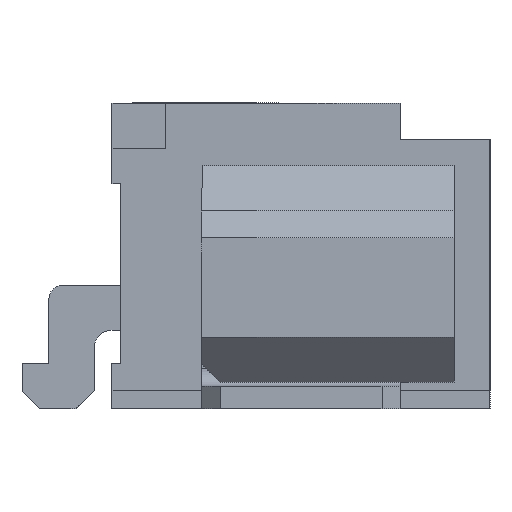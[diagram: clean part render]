
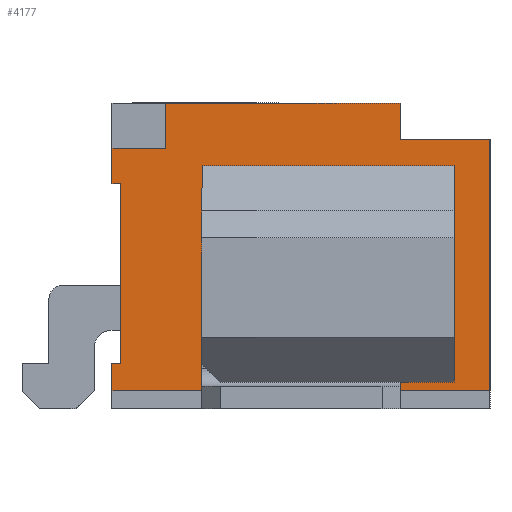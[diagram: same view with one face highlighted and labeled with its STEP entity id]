
A CAD part, left-side view. The second image highlights one B-rep face of the part: STEP entity #4177.
In plain terms, the highlighted planar face has unit normal (-1, 0, 0).
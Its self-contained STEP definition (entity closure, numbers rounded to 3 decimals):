
#87 = CARTESIAN_POINT ( 'NONE',  ( -6.5, 1.1, 2.7 ) ) ;
#134 = EDGE_CURVE ( 'NONE', #406, #10935, #7142, .T. ) ;
#150 = VECTOR ( 'NONE', #17257, 1000. ) ;
#406 = VERTEX_POINT ( 'NONE', #7559 ) ;
#531 = LINE ( 'NONE', #10931, #7683 ) ;
#735 = CARTESIAN_POINT ( 'NONE',  ( -6.5, -1.7, 0.3 ) ) ;
#934 = ORIENTED_EDGE ( 'NONE', *, *, #12520, .F. ) ;
#1079 = DIRECTION ( 'NONE',  ( 0., 0., 1. ) ) ;
#1087 = LINE ( 'NONE', #3108, #4884 ) ;
#1174 = VECTOR ( 'NONE', #12464, 1000. ) ;
#1609 = VECTOR ( 'NONE', #14735, 1000. ) ;
#1962 = EDGE_CURVE ( 'NONE', #15193, #9789, #8400, .T. ) ;
#1976 = EDGE_CURVE ( 'NONE', #9789, #6197, #12315, .T. ) ;
#1982 = ORIENTED_EDGE ( 'NONE', *, *, #15239, .F. ) ;
#2110 = VECTOR ( 'NONE', #5361, 1000. ) ;
#2244 = ORIENTED_EDGE ( 'NONE', *, *, #3538, .T. ) ;
#2323 = EDGE_CURVE ( 'NONE', #16038, #2754, #3161, .T. ) ;
#2565 = CARTESIAN_POINT ( 'NONE',  ( -6.5, -1.1, 3. ) ) ;
#2617 = EDGE_CURVE ( 'NONE', #14427, #17407, #531, .T. ) ;
#2707 = FACE_BOUND ( 'NONE', #9025, .T. ) ;
#2749 = VERTEX_POINT ( 'NONE', #87 ) ;
#2754 = VERTEX_POINT ( 'NONE', #6250 ) ;
#2810 = CARTESIAN_POINT ( 'NONE',  ( -6.5, 2., 0.5 ) ) ;
#3108 = CARTESIAN_POINT ( 'NONE',  ( -6.5, 1.1, 2.7 ) ) ;
#3161 = LINE ( 'NONE', #16832, #17966 ) ;
#3186 = CARTESIAN_POINT ( 'NONE',  ( -6.5, -2.1, 3. ) ) ;
#3331 = VECTOR ( 'NONE', #3757, 1000. ) ;
#3463 = CARTESIAN_POINT ( 'NONE',  ( -6.5, 1.1, 0.3 ) ) ;
#3466 = CARTESIAN_POINT ( 'NONE',  ( -6.5, 1.1, 0.3 ) ) ;
#3538 = EDGE_CURVE ( 'NONE', #11056, #16038, #9777, .T. ) ;
#3674 = AXIS2_PLACEMENT_3D ( 'NONE', #15350, #15253, #15232 ) ;
#3757 = DIRECTION ( 'NONE',  ( 0., 0., 1. ) ) ;
#3820 = CARTESIAN_POINT ( 'NONE',  ( -6.5, 2.1, 2.5 ) ) ;
#3937 = ORIENTED_EDGE ( 'NONE', *, *, #9308, .T. ) ;
#4177 = ADVANCED_FACE ( 'NONE', ( #13786, #2707 ), #15412, .F. ) ;
#4714 = CARTESIAN_POINT ( 'NONE',  ( -6.5, 2.1, 0.2 ) ) ;
#4884 = VECTOR ( 'NONE', #11837, 1000. ) ;
#5361 = DIRECTION ( 'NONE',  ( 0., -1., 0. ) ) ;
#5433 = LINE ( 'NONE', #3186, #1609 ) ;
#5840 = LINE ( 'NONE', #18234, #16818 ) ;
#6108 = CARTESIAN_POINT ( 'NONE',  ( -6.5, 1.5, 2.9 ) ) ;
#6197 = VERTEX_POINT ( 'NONE', #14379 ) ;
#6250 = CARTESIAN_POINT ( 'NONE',  ( -6.5, -2.1, 3. ) ) ;
#6278 = DIRECTION ( 'NONE',  ( 0., 0., 1. ) ) ;
#6681 = CARTESIAN_POINT ( 'NONE',  ( -6.5, 1.5, 2.9 ) ) ;
#6792 = DIRECTION ( 'NONE',  ( 0., 0., 1. ) ) ;
#6906 = VECTOR ( 'NONE', #1079, 1000. ) ;
#7142 = LINE ( 'NONE', #2565, #3331 ) ;
#7166 = CARTESIAN_POINT ( 'NONE',  ( -6.5, 2.1, 2.9 ) ) ;
#7294 = CARTESIAN_POINT ( 'NONE',  ( -6.5, -1.7, 2.7 ) ) ;
#7360 = VECTOR ( 'NONE', #7580, 1000. ) ;
#7377 = LINE ( 'NONE', #6681, #10838 ) ;
#7559 = CARTESIAN_POINT ( 'NONE',  ( -6.5, -1.1, 3. ) ) ;
#7580 = DIRECTION ( 'NONE',  ( 0., -1., 0. ) ) ;
#7683 = VECTOR ( 'NONE', #10856, 1000. ) ;
#7701 = EDGE_CURVE ( 'NONE', #13458, #16301, #13275, .T. ) ;
#7820 = CARTESIAN_POINT ( 'NONE',  ( -6.5, 2., 2.5 ) ) ;
#7930 = CARTESIAN_POINT ( 'NONE',  ( -6.5, 2.1, 0.5 ) ) ;
#7959 = VECTOR ( 'NONE', #6278, 1000. ) ;
#8005 = ORIENTED_EDGE ( 'NONE', *, *, #1962, .F. ) ;
#8173 = CARTESIAN_POINT ( 'NONE',  ( -6.5, 2.1, 0.2 ) ) ;
#8400 = LINE ( 'NONE', #10751, #16007 ) ;
#8802 = LINE ( 'NONE', #3820, #1174 ) ;
#8883 = ORIENTED_EDGE ( 'NONE', *, *, #7701, .F. ) ;
#9025 = EDGE_LOOP ( 'NONE', ( #8883, #10476, #3937, #15651 ) ) ;
#9308 = EDGE_CURVE ( 'NONE', #10293, #2749, #14968, .T. ) ;
#9541 = ORIENTED_EDGE ( 'NONE', *, *, #134, .T. ) ;
#9777 = LINE ( 'NONE', #4714, #2110 ) ;
#9789 = VERTEX_POINT ( 'NONE', #2810 ) ;
#9941 = EDGE_CURVE ( 'NONE', #406, #2754, #5433, .T. ) ;
#10293 = VERTEX_POINT ( 'NONE', #3466 ) ;
#10476 = ORIENTED_EDGE ( 'NONE', *, *, #16459, .F. ) ;
#10621 = DIRECTION ( 'NONE',  ( 0., -1., 0. ) ) ;
#10751 = CARTESIAN_POINT ( 'NONE',  ( -6.5, 2.1, 0.5 ) ) ;
#10838 = VECTOR ( 'NONE', #11123, 1000. ) ;
#10856 = DIRECTION ( 'NONE',  ( 0., 0., 1. ) ) ;
#10859 = CARTESIAN_POINT ( 'NONE',  ( -6.5, -2.1, 0.2 ) ) ;
#10931 = CARTESIAN_POINT ( 'NONE',  ( -6.5, 1.5, 2.9 ) ) ;
#10935 = VERTEX_POINT ( 'NONE', #13620 ) ;
#11041 = LINE ( 'NONE', #3463, #14812 ) ;
#11056 = VERTEX_POINT ( 'NONE', #8173 ) ;
#11123 = DIRECTION ( 'NONE',  ( 0., -1., 0. ) ) ;
#11837 = DIRECTION ( 'NONE',  ( 0., -1., 0. ) ) ;
#12188 = DIRECTION ( 'NONE',  ( 0., -1., 0. ) ) ;
#12227 = DIRECTION ( 'NONE',  ( 0., 0., 1. ) ) ;
#12315 = LINE ( 'NONE', #7820, #7959 ) ;
#12464 = DIRECTION ( 'NONE',  ( 0., 1., 0. ) ) ;
#12514 = ORIENTED_EDGE ( 'NONE', *, *, #13191, .F. ) ;
#12520 = EDGE_CURVE ( 'NONE', #11056, #15193, #5840, .T. ) ;
#12844 = VECTOR ( 'NONE', #12227, 1000. ) ;
#13175 = EDGE_CURVE ( 'NONE', #14191, #14427, #7377, .T. ) ;
#13191 = EDGE_CURVE ( 'NONE', #16710, #14191, #18324, .T. ) ;
#13275 = LINE ( 'NONE', #735, #12844 ) ;
#13359 = ORIENTED_EDGE ( 'NONE', *, *, #9941, .F. ) ;
#13458 = VERTEX_POINT ( 'NONE', #14561 ) ;
#13612 = ORIENTED_EDGE ( 'NONE', *, *, #13175, .F. ) ;
#13620 = CARTESIAN_POINT ( 'NONE',  ( -6.5, -1.1, 3.4 ) ) ;
#13761 = EDGE_LOOP ( 'NONE', ( #16290, #17887, #13612, #12514, #1982, #17593, #8005, #934, #2244, #14229, #13359, #9541 ) ) ;
#13786 = FACE_OUTER_BOUND ( 'NONE', #13761, .T. ) ;
#14084 = DIRECTION ( 'NONE',  ( 0., 0., 1. ) ) ;
#14191 = VERTEX_POINT ( 'NONE', #7166 ) ;
#14229 = ORIENTED_EDGE ( 'NONE', *, *, #2323, .T. ) ;
#14379 = CARTESIAN_POINT ( 'NONE',  ( -6.5, 2., 2.5 ) ) ;
#14381 = CARTESIAN_POINT ( 'NONE',  ( -6.5, 1.5, 3.4 ) ) ;
#14427 = VERTEX_POINT ( 'NONE', #6108 ) ;
#14561 = CARTESIAN_POINT ( 'NONE',  ( -6.5, -1.7, 0.3 ) ) ;
#14735 = DIRECTION ( 'NONE',  ( 0., -1., 0. ) ) ;
#14812 = VECTOR ( 'NONE', #12188, 1000. ) ;
#14968 = LINE ( 'NONE', #15786, #150 ) ;
#15193 = VERTEX_POINT ( 'NONE', #7930 ) ;
#15232 = DIRECTION ( 'NONE',  ( 0., 0., -1. ) ) ;
#15239 = EDGE_CURVE ( 'NONE', #6197, #16710, #8802, .T. ) ;
#15253 = DIRECTION ( 'NONE',  ( 1., 0., 0. ) ) ;
#15350 = CARTESIAN_POINT ( 'NONE',  ( -6.5, 2.1, 3.4 ) ) ;
#15412 = PLANE ( 'NONE',  #3674 ) ;
#15651 = ORIENTED_EDGE ( 'NONE', *, *, #16823, .T. ) ;
#15786 = CARTESIAN_POINT ( 'NONE',  ( -6.5, 1.1, 0.3 ) ) ;
#16007 = VECTOR ( 'NONE', #10621, 1000. ) ;
#16038 = VERTEX_POINT ( 'NONE', #10859 ) ;
#16142 = CARTESIAN_POINT ( 'NONE',  ( -6.5, 2.1, 3.4 ) ) ;
#16290 = ORIENTED_EDGE ( 'NONE', *, *, #16381, .F. ) ;
#16301 = VERTEX_POINT ( 'NONE', #7294 ) ;
#16381 = EDGE_CURVE ( 'NONE', #17407, #10935, #18305, .T. ) ;
#16459 = EDGE_CURVE ( 'NONE', #10293, #13458, #11041, .T. ) ;
#16710 = VERTEX_POINT ( 'NONE', #17041 ) ;
#16775 = CARTESIAN_POINT ( 'NONE',  ( -6.5, 2.1, 3.4 ) ) ;
#16818 = VECTOR ( 'NONE', #6792, 1000. ) ;
#16823 = EDGE_CURVE ( 'NONE', #2749, #16301, #1087, .T. ) ;
#16832 = CARTESIAN_POINT ( 'NONE',  ( -6.5, -2.1, 3.4 ) ) ;
#17041 = CARTESIAN_POINT ( 'NONE',  ( -6.5, 2.1, 2.5 ) ) ;
#17257 = DIRECTION ( 'NONE',  ( 0., 0., 1. ) ) ;
#17407 = VERTEX_POINT ( 'NONE', #14381 ) ;
#17593 = ORIENTED_EDGE ( 'NONE', *, *, #1976, .F. ) ;
#17887 = ORIENTED_EDGE ( 'NONE', *, *, #2617, .F. ) ;
#17966 = VECTOR ( 'NONE', #14084, 1000. ) ;
#18234 = CARTESIAN_POINT ( 'NONE',  ( -6.5, 2.1, 3.4 ) ) ;
#18305 = LINE ( 'NONE', #16142, #7360 ) ;
#18324 = LINE ( 'NONE', #16775, #6906 ) ;
